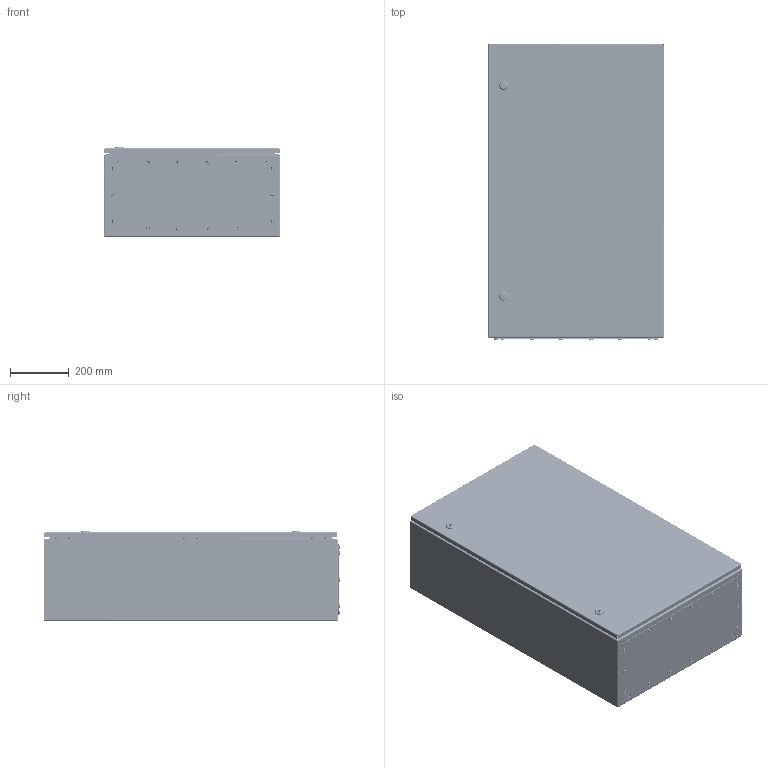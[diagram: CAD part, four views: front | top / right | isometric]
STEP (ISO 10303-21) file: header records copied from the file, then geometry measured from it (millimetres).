
FILE_DESCRIPTION (( 'STEP AP203' ), '1' );
FILE_NAME ('U3190100603 Êîðïóñ UC2M 100.60.30 IP66 (752.000.319).STEP', '2022-04-29T10:55:09', ( '' ), ( '' ), 'SwSTEP 2.0', 'SolidWorks 2017', '' );
FILE_SCHEMA (( 'CONFIG_CONTROL_DESIGN' ));
Length unit declared in the file: millimetre
Products named in the file (38): Îñíîâàíèå ïåòëè 4-119 Dirak; Óïëîòíèòåëü ÏÏÓ äâåðêè UC2_29 (100.60); 嵑殧趌11371_6; Óïëîòíèòåëü ÏÏÓ êðûøêè UC2Ì_21 (60.30); 040-116 Âèíò ñïåöèàëüíûé ST 4,8x9; 椻壚樇襝鴀 Mesan 33; 000.241.258 署赅 UC2_03 (60.30); 019-99 Ïëàíêà z-îáðàçíàÿ_05 (100); Øïèëüêà ðåçüáîâàÿ Ì6_Œ8å30; 嵑殧趌11371_5; Øïèëüêà çàçåìëåíèÿ CKF CS_Œ6å16; Øòèôò ïåòëè 4-119 Dirak; Ïåòëÿ 4-119 Dirak_00; 003-393 Ñòåíêà íèæíÿÿ UC2_05 (00.60); 嵑殧趌6402_8; 008-404 Ñòåíêà ïðîôèëüíàÿ UC2_01 (100.60.30); 蹴濋趌5915_M5; 010-330 Ïàíåëü ìîíòàæíàÿ UC2_00 (100.60); 012-1799 眈翴錪 鳱歑膱 UC2_00 (100.60); 000.207.190 攜歑罻 UC2_00 (100.60); 蹴濋趌5915_M8; 000.113.109 忺謤僔 UC2_01 (100.60.30); 056-277 椯鴀殣罻 UC2_01 (100.60.30); 嵑殧趌11371_8; 000.210.367 Îñíîâàíèå äâåðêè UC2_00 (100.60); 鎔艜_17473_M6x12; Øïèëüêà ðåçüáîâàÿ Ì6_Œ6å12; 027-189 署赅 UC2_03 (60.30); ﾇ瑟鶴 Mesan 060-1-1-13-33_00; 扻豵鵨_п-1; Øàéáà íåéëîí Ø028_Œ5; 000.241.259 署赅 UC2_03 (60.30); Ñòîïîðíàÿ âòóëêà ïåòëè 4-119 Dirak; ч蜱齁罻 ST-6; U3190100603 扻豵鵨 UC2M 100.60.30 IP66 (752.000.319); Øàéáà íåéëîí Ø028_Œ6; ч蜱齁罻 ST-9; Âòóëêà ïåòëè 4-119 Dirak
Assembly tree (138 placements, depth 4):
  U3190100603 扻豵鵨 UC2M 100.60.30 IP66 (752.000.319)
    000.113.109 忺謤僔 UC2_01 (100.60.30)
      008-404 Ñòåíêà ïðîôèëüíàÿ UC2_01 (100.60.30)
      003-393 Ñòåíêà íèæíÿÿ UC2_05 (00.60)
      Øïèëüêà ðåçüáîâàÿ Ì6_Œ8å30  x4
      Øïèëüêà ðåçüáîâàÿ Ì6_Œ6å12  x12
      Øïèëüêà çàçåìëåíèÿ CKF CS_Œ6å16  x2
    000.207.190 攜歑罻 UC2_00 (100.60)
      000.210.367 Îñíîâàíèå äâåðêè UC2_00 (100.60)
        012-1799 眈翴錪 鳱歑膱 UC2_00 (100.60)
        019-99 Ïëàíêà z-îáðàçíàÿ_05 (100)  x2
        Âòóëêà ïåòëè 4-119 Dirak  x3
        Øïèëüêà çàçåìëåíèÿ CKF CS_Œ6å16  x2
      Óïëîòíèòåëü ÏÏÓ äâåðêè UC2_29 (100.60)
      ﾇ瑟鶴 Mesan 060-1-1-13-33_00  x2
        扻豵鵨_п-1
        椻壚樇襝鴀 Mesan 33
        嵑殧趌11371_6
        鎔艜_17473_M6x12
    Ïåòëÿ 4-119 Dirak_00  x3
      Âòóëêà ïåòëè 4-119 Dirak
      Øòèôò ïåòëè 4-119 Dirak
      Îñíîâàíèå ïåòëè 4-119 Dirak
      Ñòîïîðíàÿ âòóëêà ïåòëè 4-119 Dirak
    嵑殧趌11371_5  x6
    Øàéáà íåéëîí Ø028_Œ5  x6
    蹴濋趌5915_M5  x6
    ч蜱齁罻 ST-6  x8
    ч蜱齁罻 ST-9  x4
    010-330 Ïàíåëü ìîíòàæíàÿ UC2_00 (100.60)
    蹴濋趌5915_M8  x12
    嵑殧趌11371_8  x4
    嵑殧趌6402_8  x4
    000.241.258 署赅 UC2_03 (60.30)
      000.241.259 署赅 UC2_03 (60.30)
        027-189 署赅 UC2_03 (60.30)
        Øïèëüêà çàçåìëåíèÿ CKF CS_Œ6å16
      Óïëîòíèòåëü ÏÏÓ êðûøêè UC2Ì_21 (60.30)
    040-116 Âèíò ñïåöèàëüíûé ST 4,8x9  x18
    Øàéáà íåéëîí Ø028_Œ6  x18
    056-277 椯鴀殣罻 UC2_01 (100.60.30)
Bounding box: 600.6 x 1007.22 x 307.25 mm (x, y, z)
Volume: 4839921.5 mm3; surface area: 5929906.8 mm2
Topology: 140 solids, 142 shells, 6025 faces, 14048 edges, 8501 vertices
Faces by surface type: plane 1959, cylinder 1748, bspline 1294, cone 424, sphere 322, torus 278
Entity records: 114528 total; most frequent: CARTESIAN_POINT 51953, ORIENTED_EDGE 12274, DIRECTION 9856, EDGE_CURVE 6137, VERTEX_POINT 3952, VECTOR 3504, LINE 3504, AXIS2_PLACEMENT_3D 3176
